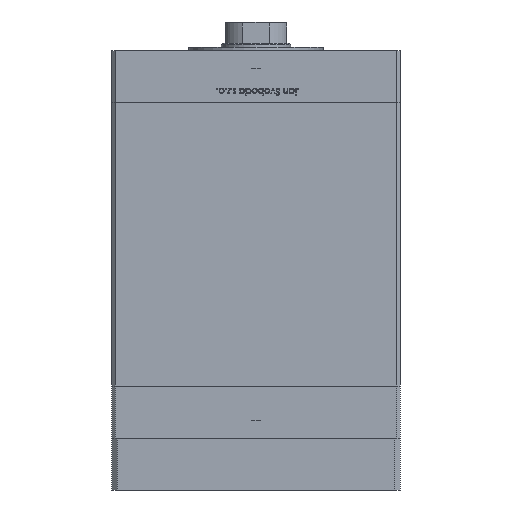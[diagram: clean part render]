
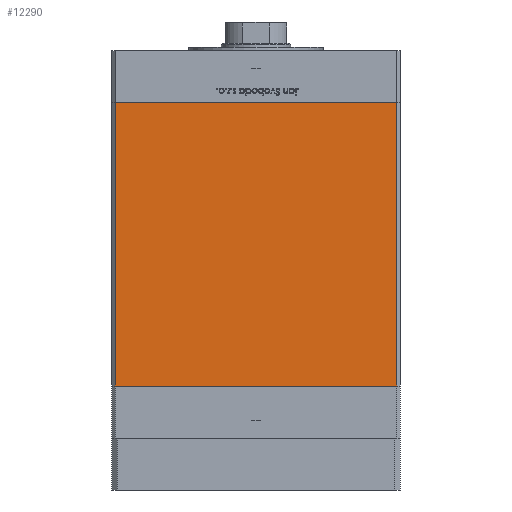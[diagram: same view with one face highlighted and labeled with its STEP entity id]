
A CAD part, front view. The second image highlights one B-rep face of the part: STEP entity #12290.
In plain terms, the highlighted planar face has unit normal (0, -1, 0).
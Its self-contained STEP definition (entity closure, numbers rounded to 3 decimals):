
#388 = CARTESIAN_POINT ( 'NONE',  ( 73., -62.5, 0. ) ) ;
#692 = ORIENTED_EDGE ( 'NONE', *, *, #36850, .T. ) ;
#1574 = DIRECTION ( 'NONE',  ( 0., 1., 0. ) ) ;
#2293 = CARTESIAN_POINT ( 'NONE',  ( -73., -62.5, 147. ) ) ;
#2342 = VERTEX_POINT ( 'NONE', #3287 ) ;
#3287 = CARTESIAN_POINT ( 'NONE',  ( -73., -62.5, 0. ) ) ;
#4479 = VERTEX_POINT ( 'NONE', #388 ) ;
#6615 = LINE ( 'NONE', #26694, #31270 ) ;
#7735 = VECTOR ( 'NONE', #24489, 1000. ) ;
#10237 = DIRECTION ( 'NONE',  ( 0., 0., 1. ) ) ;
#10504 = FACE_OUTER_BOUND ( 'NONE', #30789, .T. ) ;
#11167 = LINE ( 'NONE', #52439, #43835 ) ;
#11200 = CARTESIAN_POINT ( 'NONE',  ( -73., -62.5, 0. ) ) ;
#12290 = ADVANCED_FACE ( 'NONE', ( #10504 ), #22463, .F. ) ;
#14646 = VERTEX_POINT ( 'NONE', #31439 ) ;
#16382 = EDGE_CURVE ( 'NONE', #26484, #14646, #25437, .T. ) ;
#21377 = DIRECTION ( 'NONE',  ( 1., 0., 0. ) ) ;
#22463 = PLANE ( 'NONE',  #45251 ) ;
#22692 = VECTOR ( 'NONE', #21377, 1000. ) ;
#23922 = DIRECTION ( 'NONE',  ( 0., 0., -1. ) ) ;
#24489 = DIRECTION ( 'NONE',  ( 1., 0., 0. ) ) ;
#25437 = LINE ( 'NONE', #25695, #22692 ) ;
#25695 = CARTESIAN_POINT ( 'NONE',  ( -73., -62.5, 147. ) ) ;
#26484 = VERTEX_POINT ( 'NONE', #2293 ) ;
#26669 = ORIENTED_EDGE ( 'NONE', *, *, #43259, .T. ) ;
#26694 = CARTESIAN_POINT ( 'NONE',  ( -73., -62.5, 147. ) ) ;
#30789 = EDGE_LOOP ( 'NONE', ( #692, #35648, #35928, #26669 ) ) ;
#31270 = VECTOR ( 'NONE', #39448, 1000. ) ;
#31291 = EDGE_CURVE ( 'NONE', #14646, #4479, #11167, .T. ) ;
#31439 = CARTESIAN_POINT ( 'NONE',  ( 73., -62.5, 147. ) ) ;
#35648 = ORIENTED_EDGE ( 'NONE', *, *, #31291, .F. ) ;
#35928 = ORIENTED_EDGE ( 'NONE', *, *, #16382, .F. ) ;
#36850 = EDGE_CURVE ( 'NONE', #2342, #4479, #36966, .T. ) ;
#36966 = LINE ( 'NONE', #11200, #7735 ) ;
#39448 = DIRECTION ( 'NONE',  ( 0., 0., -1. ) ) ;
#43259 = EDGE_CURVE ( 'NONE', #26484, #2342, #6615, .T. ) ;
#43835 = VECTOR ( 'NONE', #23922, 1000. ) ;
#45251 = AXIS2_PLACEMENT_3D ( 'NONE', #51778, #1574, #10237 ) ;
#51778 = CARTESIAN_POINT ( 'NONE',  ( -73., -62.5, 147. ) ) ;
#52439 = CARTESIAN_POINT ( 'NONE',  ( 73., -62.5, 147. ) ) ;
